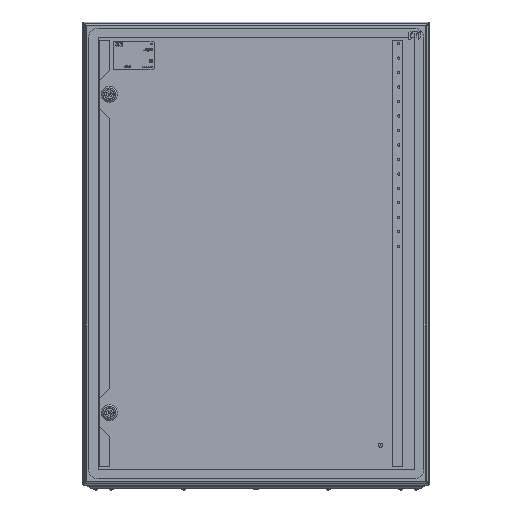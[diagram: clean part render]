
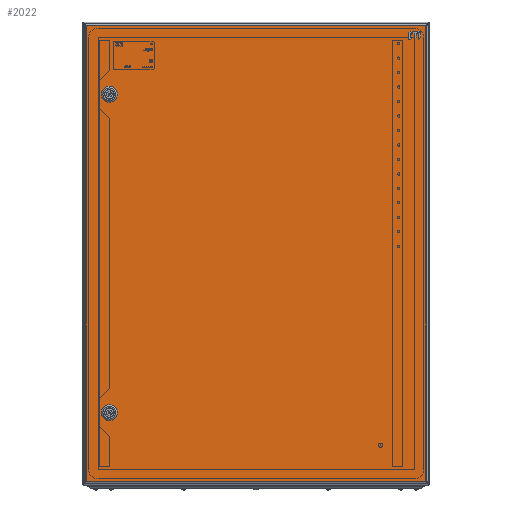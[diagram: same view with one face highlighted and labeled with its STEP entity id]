
A CAD part, front view. The second image highlights one B-rep face of the part: STEP entity #2022.
In plain terms, the highlighted face is planar.
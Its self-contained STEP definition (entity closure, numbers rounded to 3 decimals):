
#1063=CARTESIAN_POINT('',(-275.,-278.7,0.));
#1064=DIRECTION('',(0.,0.,-1.));
#1065=DIRECTION('',(-0.893,0.449,0.));
#1066=AXIS2_PLACEMENT_3D('',#1063,#1064,#1065);
#1071=DIRECTION('',(1.,0.,0.));
#1072=VECTOR('',#1071,10.111);
#1073=CARTESIAN_POINT('',(-280.056,-268.65,0.));
#1074=LINE('',#1073,#1072);
#1078=CARTESIAN_POINT('',(-275.,-278.7,0.));
#1079=DIRECTION('',(0.,0.,-1.));
#1080=DIRECTION('',(0.449,0.893,0.));
#1081=AXIS2_PLACEMENT_3D('',#1078,#1079,#1080);
#1086=DIRECTION('',(0.,-1.,0.));
#1087=VECTOR('',#1086,10.111);
#1088=CARTESIAN_POINT('',(-264.95,-273.644,0.));
#1089=LINE('',#1088,#1087);
#1093=CARTESIAN_POINT('',(-275.,-278.7,0.));
#1094=DIRECTION('',(0.,0.,-1.));
#1095=DIRECTION('',(0.893,-0.449,0.));
#1096=AXIS2_PLACEMENT_3D('',#1093,#1094,#1095);
#1101=DIRECTION('',(-1.,0.,0.));
#1102=VECTOR('',#1101,10.111);
#1103=CARTESIAN_POINT('',(-269.944,-288.75,0.));
#1104=LINE('',#1103,#1102);
#1108=CARTESIAN_POINT('',(-275.,-278.7,0.));
#1109=DIRECTION('',(0.,0.,-1.));
#1110=DIRECTION('',(-0.449,-0.893,0.));
#1111=AXIS2_PLACEMENT_3D('',#1108,#1109,#1110);
#1116=DIRECTION('',(0.,1.,0.));
#1117=VECTOR('',#1116,10.111);
#1118=CARTESIAN_POINT('',(-285.05,-283.756,0.));
#1119=LINE('',#1118,#1117);
#1123=DIRECTION('',(-1.,0.,0.));
#1124=VECTOR('',#1123,10.111);
#1125=CARTESIAN_POINT('',(280.056,-288.75,0.));
#1126=LINE('',#1125,#1124);
#1130=CARTESIAN_POINT('',(275.,-278.7,0.));
#1131=DIRECTION('',(0.,0.,-1.));
#1132=DIRECTION('',(-0.449,-0.893,0.));
#1133=AXIS2_PLACEMENT_3D('',#1130,#1131,#1132);
#1138=DIRECTION('',(0.,1.,0.));
#1139=VECTOR('',#1138,10.111);
#1140=CARTESIAN_POINT('',(264.95,-283.756,0.));
#1141=LINE('',#1140,#1139);
#1145=CARTESIAN_POINT('',(275.,-278.7,0.));
#1146=DIRECTION('',(0.,0.,-1.));
#1147=DIRECTION('',(-0.893,0.449,0.));
#1148=AXIS2_PLACEMENT_3D('',#1145,#1146,#1147);
#1153=DIRECTION('',(1.,0.,0.));
#1154=VECTOR('',#1153,10.111);
#1155=CARTESIAN_POINT('',(269.944,-268.65,0.));
#1156=LINE('',#1155,#1154);
#1160=CARTESIAN_POINT('',(275.,-278.7,0.));
#1161=DIRECTION('',(0.,0.,-1.));
#1162=DIRECTION('',(0.449,0.893,0.));
#1163=AXIS2_PLACEMENT_3D('',#1160,#1161,#1162);
#1168=DIRECTION('',(0.,-1.,0.));
#1169=VECTOR('',#1168,10.111);
#1170=CARTESIAN_POINT('',(285.05,-273.644,0.));
#1171=LINE('',#1170,#1169);
#1175=CARTESIAN_POINT('',(275.,-278.7,0.));
#1176=DIRECTION('',(0.,0.,-1.));
#1177=DIRECTION('',(0.893,-0.449,0.));
#1178=AXIS2_PLACEMENT_3D('',#1175,#1176,#1177);
#1190=DIRECTION('',(0.,1.,0.));
#1191=VECTOR('',#1190,588.4);
#1192=CARTESIAN_POINT('',(-394.5,-319.2,0.));
#1193=LINE('',#1192,#1191);
#1243=DIRECTION('',(0.,-1.,0.));
#1244=VECTOR('',#1243,588.4);
#1245=CARTESIAN_POINT('',(394.5,269.2,0.));
#1246=LINE('',#1245,#1244);
#1288=DIRECTION('',(-1.,0.,0.));
#1289=VECTOR('',#1288,789.);
#1290=CARTESIAN_POINT('',(394.5,-319.2,0.));
#1291=LINE('',#1290,#1289);
#1444=DIRECTION('',(1.,0.,0.));
#1445=VECTOR('',#1444,789.);
#1446=CARTESIAN_POINT('',(-394.5,269.2,0.));
#1447=LINE('',#1446,#1445);
#1843=CARTESIAN_POINT('',(-394.5,-319.2,0.));
#1844=CARTESIAN_POINT('',(-394.5,269.2,0.));
#1845=VERTEX_POINT('',#1843);
#1846=VERTEX_POINT('',#1844);
#1847=CARTESIAN_POINT('',(394.5,-319.2,0.));
#1848=VERTEX_POINT('',#1847);
#1849=CARTESIAN_POINT('',(394.5,269.2,0.));
#1850=VERTEX_POINT('',#1849);
#1851=CARTESIAN_POINT('',(-285.05,-273.644,0.));
#1852=CARTESIAN_POINT('',(-280.056,-268.65,0.));
#1853=VERTEX_POINT('',#1851);
#1854=VERTEX_POINT('',#1852);
#1855=CARTESIAN_POINT('',(-269.944,-268.65,0.));
#1856=VERTEX_POINT('',#1855);
#1857=CARTESIAN_POINT('',(-264.95,-273.644,0.));
#1858=VERTEX_POINT('',#1857);
#1859=CARTESIAN_POINT('',(-264.95,-283.756,0.));
#1860=VERTEX_POINT('',#1859);
#1861=CARTESIAN_POINT('',(-269.944,-288.75,0.));
#1862=VERTEX_POINT('',#1861);
#1863=CARTESIAN_POINT('',(-280.056,-288.75,0.));
#1864=VERTEX_POINT('',#1863);
#1865=CARTESIAN_POINT('',(-285.05,-283.756,0.));
#1866=VERTEX_POINT('',#1865);
#1867=CARTESIAN_POINT('',(280.056,-288.75,0.));
#1868=CARTESIAN_POINT('',(269.944,-288.75,0.));
#1869=VERTEX_POINT('',#1867);
#1870=VERTEX_POINT('',#1868);
#1871=CARTESIAN_POINT('',(264.95,-283.756,0.));
#1872=VERTEX_POINT('',#1871);
#1873=CARTESIAN_POINT('',(264.95,-273.644,0.));
#1874=VERTEX_POINT('',#1873);
#1875=CARTESIAN_POINT('',(269.944,-268.65,0.));
#1876=VERTEX_POINT('',#1875);
#1877=CARTESIAN_POINT('',(280.056,-268.65,0.));
#1878=VERTEX_POINT('',#1877);
#1879=CARTESIAN_POINT('',(285.05,-273.644,0.));
#1880=VERTEX_POINT('',#1879);
#1881=CARTESIAN_POINT('',(285.05,-283.756,0.));
#1882=VERTEX_POINT('',#1881);
#1971=CARTESIAN_POINT('',(0.,0.,0.));
#1972=DIRECTION('',(0.,0.,-1.));
#1973=DIRECTION('',(-1.,0.,0.));
#1974=AXIS2_PLACEMENT_3D('',#1971,#1972,#1973);
#1975=PLANE('',#1974);
#1977=ORIENTED_EDGE('',*,*,#1976,.F.);
#1979=ORIENTED_EDGE('',*,*,#1978,.F.);
#1981=ORIENTED_EDGE('',*,*,#1980,.F.);
#1983=ORIENTED_EDGE('',*,*,#1982,.F.);
#1984=EDGE_LOOP('',(#1977,#1979,#1981,#1983));
#1985=FACE_OUTER_BOUND('',#1984,.F.);
#1987=ORIENTED_EDGE('',*,*,#1986,.T.);
#1989=ORIENTED_EDGE('',*,*,#1988,.T.);
#1991=ORIENTED_EDGE('',*,*,#1990,.T.);
#1993=ORIENTED_EDGE('',*,*,#1992,.T.);
#1995=ORIENTED_EDGE('',*,*,#1994,.T.);
#1997=ORIENTED_EDGE('',*,*,#1996,.T.);
#1999=ORIENTED_EDGE('',*,*,#1998,.T.);
#2001=ORIENTED_EDGE('',*,*,#2000,.T.);
#2002=EDGE_LOOP('',(#1987,#1989,#1991,#1993,#1995,#1997,#1999,#2001));
#2003=FACE_BOUND('',#2002,.F.);
#2005=ORIENTED_EDGE('',*,*,#2004,.T.);
#2007=ORIENTED_EDGE('',*,*,#2006,.T.);
#2009=ORIENTED_EDGE('',*,*,#2008,.T.);
#2011=ORIENTED_EDGE('',*,*,#2010,.T.);
#2013=ORIENTED_EDGE('',*,*,#2012,.T.);
#2015=ORIENTED_EDGE('',*,*,#2014,.T.);
#2017=ORIENTED_EDGE('',*,*,#2016,.T.);
#2019=ORIENTED_EDGE('',*,*,#2018,.T.);
#2020=EDGE_LOOP('',(#2005,#2007,#2009,#2011,#2013,#2015,#2017,#2019));
#2021=FACE_BOUND('',#2020,.F.);
#1067=CIRCLE('',#1066,11.25);
#1082=CIRCLE('',#1081,11.25);
#1097=CIRCLE('',#1096,11.25);
#1112=CIRCLE('',#1111,11.25);
#1134=CIRCLE('',#1133,11.25);
#1149=CIRCLE('',#1148,11.25);
#1164=CIRCLE('',#1163,11.25);
#1179=CIRCLE('',#1178,11.25);
#1976=EDGE_CURVE('',#1845,#1846,#1193,.T.);
#1978=EDGE_CURVE('',#1848,#1845,#1291,.T.);
#1980=EDGE_CURVE('',#1850,#1848,#1246,.T.);
#1982=EDGE_CURVE('',#1846,#1850,#1447,.T.);
#1986=EDGE_CURVE('',#1853,#1854,#1067,.T.);
#1988=EDGE_CURVE('',#1854,#1856,#1074,.T.);
#1990=EDGE_CURVE('',#1856,#1858,#1082,.T.);
#1992=EDGE_CURVE('',#1858,#1860,#1089,.T.);
#1994=EDGE_CURVE('',#1860,#1862,#1097,.T.);
#1996=EDGE_CURVE('',#1862,#1864,#1104,.T.);
#1998=EDGE_CURVE('',#1864,#1866,#1112,.T.);
#2000=EDGE_CURVE('',#1866,#1853,#1119,.T.);
#2004=EDGE_CURVE('',#1869,#1870,#1126,.T.);
#2006=EDGE_CURVE('',#1870,#1872,#1134,.T.);
#2008=EDGE_CURVE('',#1872,#1874,#1141,.T.);
#2010=EDGE_CURVE('',#1874,#1876,#1149,.T.);
#2012=EDGE_CURVE('',#1876,#1878,#1156,.T.);
#2014=EDGE_CURVE('',#1878,#1880,#1164,.T.);
#2016=EDGE_CURVE('',#1880,#1882,#1171,.T.);
#2018=EDGE_CURVE('',#1882,#1869,#1179,.T.);
#2022=ADVANCED_FACE('',(#1985,#2003,#2021),#1975,.T.);
